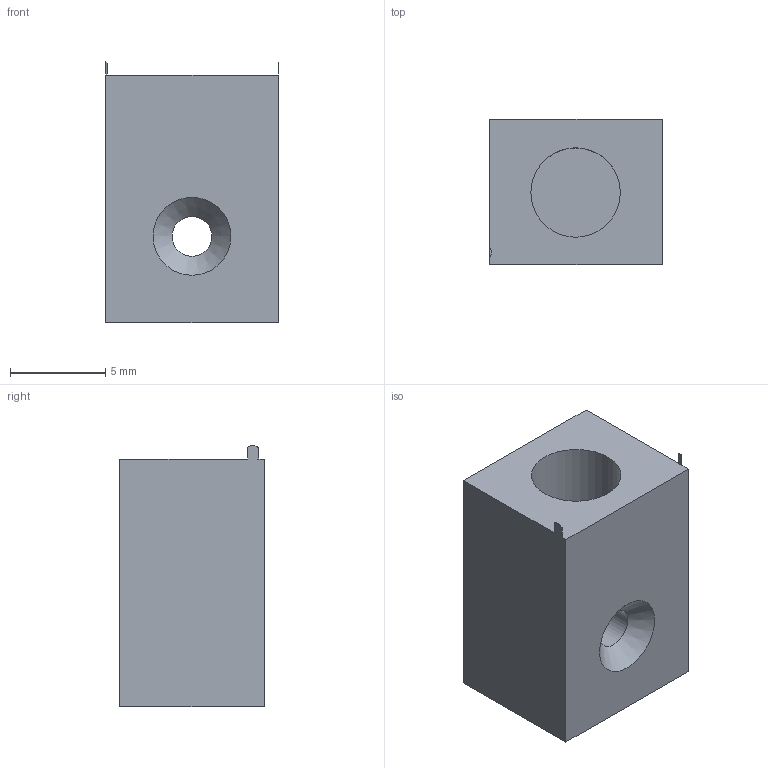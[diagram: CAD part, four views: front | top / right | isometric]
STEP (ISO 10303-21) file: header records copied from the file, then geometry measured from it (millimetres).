
FILE_DESCRIPTION(/* description */ ('STEP AP242','CAx-IF Rec.Pracs.---Representation and Presentation of Product Manufacturing Information (PMI)---4.0---2014-10-13','CAx-IF Rec.Pracs.---3D Tessellated Geometry---0.4---2014-09-14','2;1'),/* implementation_level */ '2;1');
FILE_NAME(/* name */ 'Bearingcutter - FitTest',/* time_stamp */ '2025-04-30T15:41:39Z',/* author */ (''),/* organization */ (''),/* preprocessor_version */ 'ST-DEVELOPER v20',/* originating_system */ 'ONSHAPE BY PTC INC, 1.197',/* authorisation */ ' ');
FILE_SCHEMA (('AP242_MANAGED_MODEL_BASED_3D_ENGINEERING_MIM_LF { 1 0 10303 442 1 1 4 }'));
Length unit declared in the file: metre
Products named in the file (1): FitTest
Bounding box: 9.09 x 7.6 x 13.75 mm (x, y, z)
Volume: 705.4 mm3; surface area: 726.1 mm2
Topology: 1 solids, 1 shells, 18 faces, 40 edges, 26 vertices
Faces by surface type: plane 10, cylinder 5, cone 3
Full cylindrical faces by diameter (mm): 2.09 x1, 4.7 x1, 6.09 x1
Entity records: 510 total; most frequent: CARTESIAN_POINT 96, DIRECTION 80, ORIENTED_EDGE 72, EDGE_CURVE 36, AXIS2_PLACEMENT_3D 30, VERTEX_POINT 26, EDGE_LOOP 26, FACE_BOUND 26
